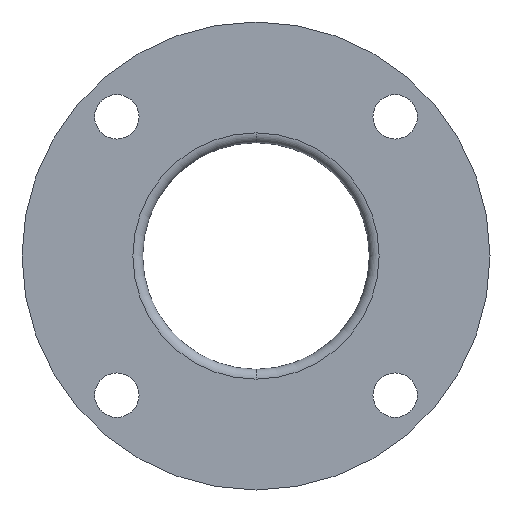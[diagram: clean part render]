
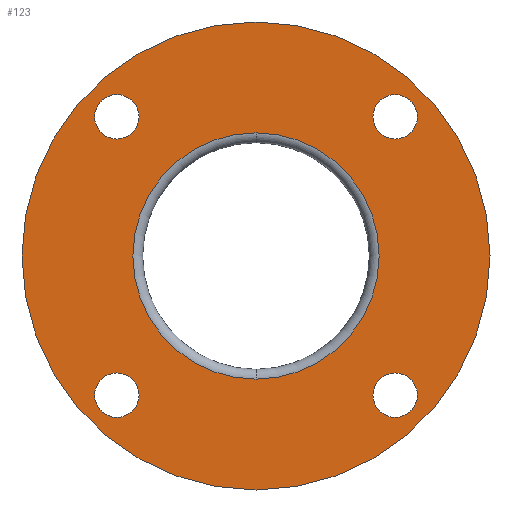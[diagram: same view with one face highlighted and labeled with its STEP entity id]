
A CAD part, front view. The second image highlights one B-rep face of the part: STEP entity #123.
In plain terms, the highlighted planar face has unit normal (0, -1, 0).
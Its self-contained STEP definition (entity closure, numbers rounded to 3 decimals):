
#3 = CARTESIAN_POINT ( 'NONE',  ( -28.25, -6.5, 28.25 ) ) ;
#7 = DIRECTION ( 'NONE',  ( 0., 1., 0. ) ) ;
#11 = CARTESIAN_POINT ( 'NONE',  ( 0., -6.5, -47.5 ) ) ;
#20 = AXIS2_PLACEMENT_3D ( 'NONE', #58, #458, #117 ) ;
#24 = CIRCLE ( 'NONE', #159, 47.5 ) ;
#30 = EDGE_LOOP ( 'NONE', ( #211, #463 ) ) ;
#33 = DIRECTION ( 'NONE',  ( 0., 1., 0. ) ) ;
#36 = CARTESIAN_POINT ( 'NONE',  ( 28.25, -6.5, 32.75 ) ) ;
#37 = CARTESIAN_POINT ( 'NONE',  ( 0., -6.5, 0. ) ) ;
#39 = EDGE_CURVE ( 'NONE', #71, #361, #393, .T. ) ;
#45 = CIRCLE ( 'NONE', #593, 25. ) ;
#50 = ORIENTED_EDGE ( 'NONE', *, *, #671, .T. ) ;
#53 = EDGE_CURVE ( 'NONE', #490, #722, #174, .T. ) ;
#58 = CARTESIAN_POINT ( 'NONE',  ( -28.25, -6.5, -28.25 ) ) ;
#68 = EDGE_CURVE ( 'NONE', #510, #574, #268, .T. ) ;
#69 = DIRECTION ( 'NONE',  ( 0., 1., 0. ) ) ;
#70 = EDGE_LOOP ( 'NONE', ( #257, #366 ) ) ;
#71 = VERTEX_POINT ( 'NONE', #688 ) ;
#75 = AXIS2_PLACEMENT_3D ( 'NONE', #109, #512, #168 ) ;
#77 = AXIS2_PLACEMENT_3D ( 'NONE', #581, #69, #406 ) ;
#95 = DIRECTION ( 'NONE',  ( 0., 0., 1. ) ) ;
#103 = DIRECTION ( 'NONE',  ( 0., 0., 1. ) ) ;
#105 = EDGE_CURVE ( 'NONE', #107, #487, #428, .T. ) ;
#107 = VERTEX_POINT ( 'NONE', #11 ) ;
#109 = CARTESIAN_POINT ( 'NONE',  ( 28.25, -6.5, -28.25 ) ) ;
#117 = DIRECTION ( 'NONE',  ( 0., 0., 1. ) ) ;
#123 = ADVANCED_FACE ( 'NONE', ( #611, #298, #630, #600, #714, #128 ), #303, .F. ) ;
#128 = FACE_BOUND ( 'NONE', #70, .T. ) ;
#130 = DIRECTION ( 'NONE',  ( 0., 0., 1. ) ) ;
#137 = AXIS2_PLACEMENT_3D ( 'NONE', #685, #348, #280 ) ;
#145 = ORIENTED_EDGE ( 'NONE', *, *, #39, .T. ) ;
#150 = AXIS2_PLACEMENT_3D ( 'NONE', #186, #468, #130 ) ;
#152 = CARTESIAN_POINT ( 'NONE',  ( 0., -6.5, -25. ) ) ;
#155 = DIRECTION ( 'NONE',  ( 0., 0., 1. ) ) ;
#159 = AXIS2_PLACEMENT_3D ( 'NONE', #37, #434, #95 ) ;
#161 = CARTESIAN_POINT ( 'NONE',  ( 28.25, -6.5, -23.75 ) ) ;
#168 = DIRECTION ( 'NONE',  ( 0., 0., 1. ) ) ;
#174 = CIRCLE ( 'NONE', #723, 4.5 ) ;
#185 = DIRECTION ( 'NONE',  ( 0., 1., 0. ) ) ;
#186 = CARTESIAN_POINT ( 'NONE',  ( 0., -6.5, 0. ) ) ;
#192 = ORIENTED_EDGE ( 'NONE', *, *, #302, .T. ) ;
#207 = AXIS2_PLACEMENT_3D ( 'NONE', #217, #561, #155 ) ;
#211 = ORIENTED_EDGE ( 'NONE', *, *, #347, .T. ) ;
#217 = CARTESIAN_POINT ( 'NONE',  ( 0., -6.5, 0. ) ) ;
#220 = EDGE_CURVE ( 'NONE', #704, #319, #369, .T. ) ;
#222 = CARTESIAN_POINT ( 'NONE',  ( 28.25, -6.5, 28.25 ) ) ;
#252 = CIRCLE ( 'NONE', #403, 4.5 ) ;
#254 = EDGE_LOOP ( 'NONE', ( #376, #192 ) ) ;
#256 = CIRCLE ( 'NONE', #137, 4.5 ) ;
#257 = ORIENTED_EDGE ( 'NONE', *, *, #53, .T. ) ;
#265 = EDGE_CURVE ( 'NONE', #311, #615, #256, .T. ) ;
#268 = CIRCLE ( 'NONE', #77, 4.5 ) ;
#280 = DIRECTION ( 'NONE',  ( 0., 0., 1. ) ) ;
#298 = FACE_BOUND ( 'NONE', #627, .T. ) ;
#302 = EDGE_CURVE ( 'NONE', #574, #510, #485, .T. ) ;
#303 = PLANE ( 'NONE',  #310 ) ;
#310 = AXIS2_PLACEMENT_3D ( 'NONE', #405, #7, #329 ) ;
#311 = VERTEX_POINT ( 'NONE', #161 ) ;
#316 = CARTESIAN_POINT ( 'NONE',  ( 0., -6.5, 47.5 ) ) ;
#319 = VERTEX_POINT ( 'NONE', #384 ) ;
#322 = DIRECTION ( 'NONE',  ( 0., 0., 1. ) ) ;
#325 = AXIS2_PLACEMENT_3D ( 'NONE', #222, #622, #103 ) ;
#329 = DIRECTION ( 'NONE',  ( 0., 0., 1. ) ) ;
#339 = CARTESIAN_POINT ( 'NONE',  ( -28.25, -6.5, -23.75 ) ) ;
#347 = EDGE_CURVE ( 'NONE', #319, #704, #252, .T. ) ;
#348 = DIRECTION ( 'NONE',  ( 0., 1., 0. ) ) ;
#356 = ORIENTED_EDGE ( 'NONE', *, *, #500, .T. ) ;
#361 = VERTEX_POINT ( 'NONE', #152 ) ;
#364 = EDGE_CURVE ( 'NONE', #722, #490, #546, .T. ) ;
#366 = ORIENTED_EDGE ( 'NONE', *, *, #364, .T. ) ;
#369 = CIRCLE ( 'NONE', #20, 4.5 ) ;
#370 = CARTESIAN_POINT ( 'NONE',  ( 0., -6.5, 0. ) ) ;
#376 = ORIENTED_EDGE ( 'NONE', *, *, #68, .T. ) ;
#384 = CARTESIAN_POINT ( 'NONE',  ( -28.25, -6.5, -32.75 ) ) ;
#393 = CIRCLE ( 'NONE', #207, 25. ) ;
#403 = AXIS2_PLACEMENT_3D ( 'NONE', #558, #709, #322 ) ;
#405 = CARTESIAN_POINT ( 'NONE',  ( 0., -6.5, 0. ) ) ;
#406 = DIRECTION ( 'NONE',  ( 0., 0., 1. ) ) ;
#428 = CIRCLE ( 'NONE', #150, 47.5 ) ;
#429 = DIRECTION ( 'NONE',  ( 0., 0., 1. ) ) ;
#434 = DIRECTION ( 'NONE',  ( 0., 1., 0. ) ) ;
#458 = DIRECTION ( 'NONE',  ( 0., 1., 0. ) ) ;
#463 = ORIENTED_EDGE ( 'NONE', *, *, #220, .T. ) ;
#468 = DIRECTION ( 'NONE',  ( 0., 1., 0. ) ) ;
#479 = AXIS2_PLACEMENT_3D ( 'NONE', #3, #554, #534 ) ;
#485 = CIRCLE ( 'NONE', #325, 4.5 ) ;
#487 = VERTEX_POINT ( 'NONE', #316 ) ;
#490 = VERTEX_POINT ( 'NONE', #547 ) ;
#500 = EDGE_CURVE ( 'NONE', #361, #71, #45, .T. ) ;
#501 = CARTESIAN_POINT ( 'NONE',  ( 28.25, -6.5, -32.75 ) ) ;
#509 = ORIENTED_EDGE ( 'NONE', *, *, #552, .F. ) ;
#510 = VERTEX_POINT ( 'NONE', #653 ) ;
#512 = DIRECTION ( 'NONE',  ( 0., 1., 0. ) ) ;
#534 = DIRECTION ( 'NONE',  ( 0., 0., 1. ) ) ;
#546 = CIRCLE ( 'NONE', #479, 4.5 ) ;
#547 = CARTESIAN_POINT ( 'NONE',  ( -28.25, -6.5, 23.75 ) ) ;
#552 = EDGE_CURVE ( 'NONE', #487, #107, #24, .T. ) ;
#554 = DIRECTION ( 'NONE',  ( 0., 1., 0. ) ) ;
#558 = CARTESIAN_POINT ( 'NONE',  ( -28.25, -6.5, -28.25 ) ) ;
#561 = DIRECTION ( 'NONE',  ( 0., 1., 0. ) ) ;
#569 = CARTESIAN_POINT ( 'NONE',  ( -28.25, -6.5, 32.75 ) ) ;
#574 = VERTEX_POINT ( 'NONE', #36 ) ;
#581 = CARTESIAN_POINT ( 'NONE',  ( 28.25, -6.5, 28.25 ) ) ;
#583 = DIRECTION ( 'NONE',  ( 0., 0., 1. ) ) ;
#585 = ORIENTED_EDGE ( 'NONE', *, *, #265, .T. ) ;
#586 = EDGE_LOOP ( 'NONE', ( #640, #509 ) ) ;
#593 = AXIS2_PLACEMENT_3D ( 'NONE', #370, #33, #429 ) ;
#600 = FACE_BOUND ( 'NONE', #612, .T. ) ;
#610 = CARTESIAN_POINT ( 'NONE',  ( -28.25, -6.5, 28.25 ) ) ;
#611 = FACE_OUTER_BOUND ( 'NONE', #586, .T. ) ;
#612 = EDGE_LOOP ( 'NONE', ( #50, #585 ) ) ;
#615 = VERTEX_POINT ( 'NONE', #501 ) ;
#622 = DIRECTION ( 'NONE',  ( 0., 1., 0. ) ) ;
#627 = EDGE_LOOP ( 'NONE', ( #356, #145 ) ) ;
#630 = FACE_BOUND ( 'NONE', #30, .T. ) ;
#640 = ORIENTED_EDGE ( 'NONE', *, *, #105, .F. ) ;
#653 = CARTESIAN_POINT ( 'NONE',  ( 28.25, -6.5, 23.75 ) ) ;
#671 = EDGE_CURVE ( 'NONE', #615, #311, #716, .T. ) ;
#685 = CARTESIAN_POINT ( 'NONE',  ( 28.25, -6.5, -28.25 ) ) ;
#688 = CARTESIAN_POINT ( 'NONE',  ( 0., -6.5, 25. ) ) ;
#704 = VERTEX_POINT ( 'NONE', #339 ) ;
#709 = DIRECTION ( 'NONE',  ( 0., 1., 0. ) ) ;
#714 = FACE_BOUND ( 'NONE', #254, .T. ) ;
#716 = CIRCLE ( 'NONE', #75, 4.5 ) ;
#722 = VERTEX_POINT ( 'NONE', #569 ) ;
#723 = AXIS2_PLACEMENT_3D ( 'NONE', #610, #185, #583 ) ;
